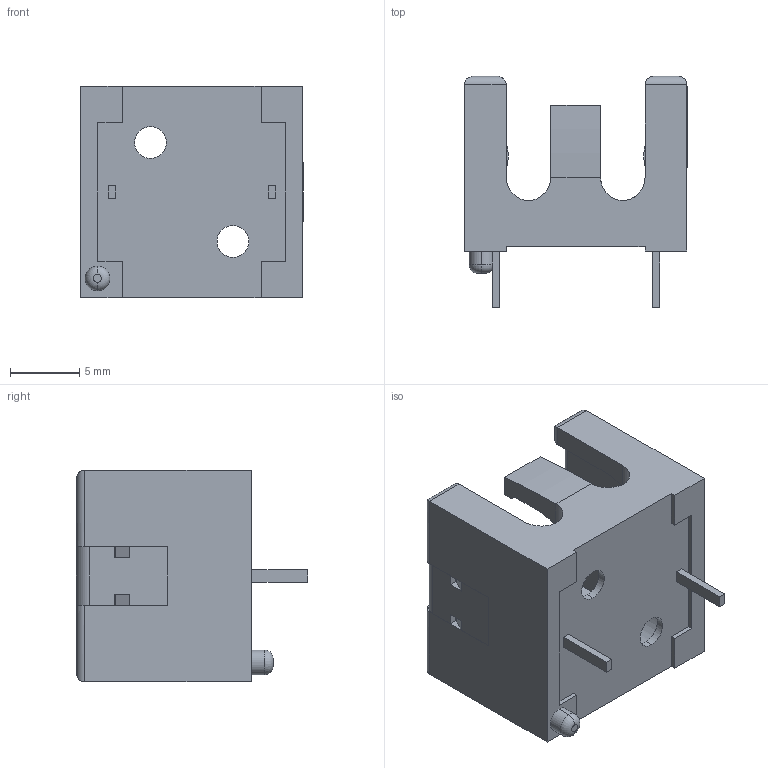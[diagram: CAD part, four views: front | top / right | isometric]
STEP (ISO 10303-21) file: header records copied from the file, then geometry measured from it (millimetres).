
FILE_DESCRIPTION (( 'STEP AP214' ), '1' );
FILE_NAME ('BH1(dash)3N-C.STEP', '2019-12-03T16:57:39', ( '' ), ( '' ), 'SwSTEP 2.0', 'SolidWorks 2017', '' );
FILE_SCHEMA (( 'AUTOMOTIVE_DESIGN' ));
Length unit declared in the file: millimetre
Products named in the file (1): BH1(dash)3N-C
Bounding box: 16.05 x 16.63 x 15.24 mm (x, y, z)
Volume: 1313.6 mm3; surface area: 2045.7 mm2
Topology: 3 solids, 3 shells, 216 faces, 611 edges, 396 vertices
Faces by surface type: plane 149, cylinder 65, torus 2
Entity records: 7173 total; most frequent: CARTESIAN_POINT 1472, ORIENTED_EDGE 1222, DIRECTION 1133, EDGE_CURVE 611, VECTOR 455, LINE 455, VERTEX_POINT 396, AXIS2_PLACEMENT_3D 339
